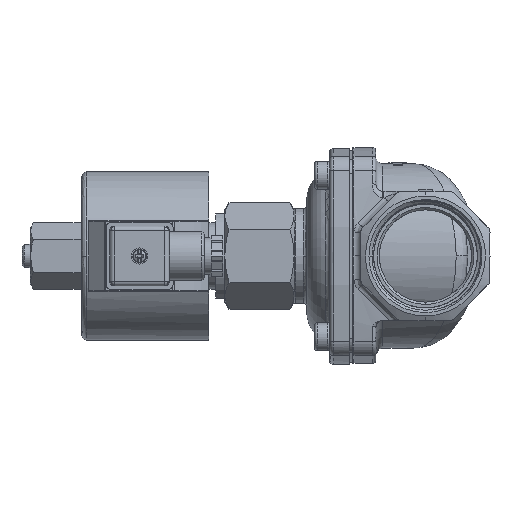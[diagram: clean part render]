
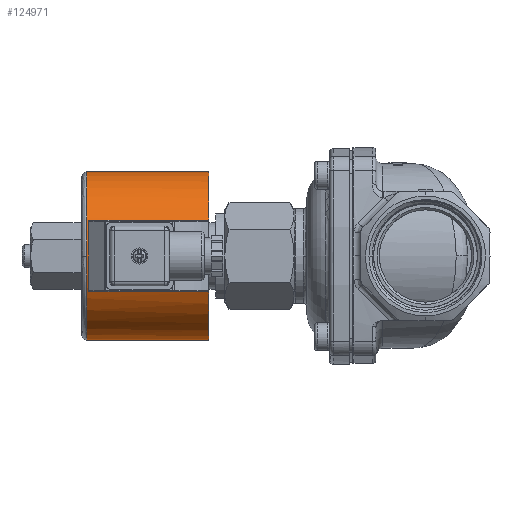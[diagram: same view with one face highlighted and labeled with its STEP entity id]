
A CAD part, left-side view. The second image highlights one B-rep face of the part: STEP entity #124971.
In plain terms, the highlighted cylindrical face has radius 36.5 mm (diameter 73 mm), a partial arc.
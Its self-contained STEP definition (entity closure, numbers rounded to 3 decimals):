
#826 = VERTEX_POINT ( 'NONE', #10494 ) ;
#3609 = CIRCLE ( 'NONE', #36418, 36.5 ) ;
#4392 = EDGE_CURVE ( 'NONE', #7492, #25899, #95765, .T. ) ;
#4493 = CARTESIAN_POINT ( 'NONE',  ( 0., 88.5, 36.5 ) ) ;
#5898 = CARTESIAN_POINT ( 'NONE',  ( -33.011, 140.5, 15.573 ) ) ;
#6423 = DIRECTION ( 'NONE',  ( 0., 0., 1. ) ) ;
#6579 = DIRECTION ( 'NONE',  ( 0., 1., 0. ) ) ;
#6855 = CARTESIAN_POINT ( 'NONE',  ( 0., 140.5, 0. ) ) ;
#7492 = VERTEX_POINT ( 'NONE', #54324 ) ;
#10494 = CARTESIAN_POINT ( 'NONE',  ( -33.011, 140.5, -15.573 ) ) ;
#11689 = VERTEX_POINT ( 'NONE', #40189 ) ;
#13141 = LINE ( 'NONE', #87684, #87344 ) ;
#13712 = DIRECTION ( 'NONE',  ( 0., 0., 1. ) ) ;
#16465 = EDGE_CURVE ( 'NONE', #91914, #27008, #13141, .T. ) ;
#16594 = CARTESIAN_POINT ( 'NONE',  ( -33.011, 88.5, -15.573 ) ) ;
#20921 = DIRECTION ( 'NONE',  ( 0., 1., 0. ) ) ;
#21063 = CARTESIAN_POINT ( 'NONE',  ( 0., 87.44, -36.5 ) ) ;
#22706 = CARTESIAN_POINT ( 'NONE',  ( 0., 87.44, 0. ) ) ;
#25899 = VERTEX_POINT ( 'NONE', #109896 ) ;
#25937 = AXIS2_PLACEMENT_3D ( 'NONE', #74812, #74787, #74699 ) ;
#26168 = CIRCLE ( 'NONE', #25937, 36.5 ) ;
#26178 = CARTESIAN_POINT ( 'NONE',  ( 0., 141.5, 0. ) ) ;
#27008 = VERTEX_POINT ( 'NONE', #68499 ) ;
#28991 = VECTOR ( 'NONE', #115944, 1000. ) ;
#29164 = EDGE_CURVE ( 'NONE', #32360, #71304, #79162, .T. ) ;
#29642 = EDGE_CURVE ( 'NONE', #71304, #41686, #64022, .T. ) ;
#32360 = VERTEX_POINT ( 'NONE', #124984 ) ;
#33612 = DIRECTION ( 'NONE',  ( 0., 1., 0. ) ) ;
#35987 = DIRECTION ( 'NONE',  ( 0., 0., 1. ) ) ;
#36418 = AXIS2_PLACEMENT_3D ( 'NONE', #55759, #55735, #55608 ) ;
#37541 = EDGE_CURVE ( 'NONE', #7492, #51165, #3609, .T. ) ;
#40189 = CARTESIAN_POINT ( 'NONE',  ( -36.5, 141.5, -0.18 ) ) ;
#40721 = EDGE_LOOP ( 'NONE', ( #74432, #68263, #122361, #97344, #117634, #119272, #56118, #57406, #96621, #79572 ) ) ;
#41626 = AXIS2_PLACEMENT_3D ( 'NONE', #41829, #41693, #41675 ) ;
#41675 = DIRECTION ( 'NONE',  ( 0., 0., 1. ) ) ;
#41686 = VERTEX_POINT ( 'NONE', #111149 ) ;
#41693 = DIRECTION ( 'NONE',  ( 0., 1., 0. ) ) ;
#41829 = CARTESIAN_POINT ( 'NONE',  ( 0., 140.5, 0. ) ) ;
#44253 = EDGE_CURVE ( 'NONE', #27008, #11689, #26168, .T. ) ;
#44873 = CIRCLE ( 'NONE', #91538, 36.5 ) ;
#49037 = EDGE_CURVE ( 'NONE', #826, #32360, #55506, .T. ) ;
#49587 = AXIS2_PLACEMENT_3D ( 'NONE', #22706, #71774, #13712 ) ;
#51165 = VERTEX_POINT ( 'NONE', #16594 ) ;
#54324 = CARTESIAN_POINT ( 'NONE',  ( 0., 88.5, -36.5 ) ) ;
#54639 = LINE ( 'NONE', #106221, #28991 ) ;
#55506 = CIRCLE ( 'NONE', #41626, 36.5 ) ;
#55608 = DIRECTION ( 'NONE',  ( 0., 0., 1. ) ) ;
#55735 = DIRECTION ( 'NONE',  ( 0., 1., 0. ) ) ;
#55759 = CARTESIAN_POINT ( 'NONE',  ( 0., 88.5, 0. ) ) ;
#56118 = ORIENTED_EDGE ( 'NONE', *, *, #122310, .T. ) ;
#57406 = ORIENTED_EDGE ( 'NONE', *, *, #16465, .T. ) ;
#61806 = DIRECTION ( 'NONE',  ( 0., 1., 0. ) ) ;
#63798 = CYLINDRICAL_SURFACE ( 'NONE', #49587, 36.5 ) ;
#64022 = LINE ( 'NONE', #110869, #115580 ) ;
#68263 = ORIENTED_EDGE ( 'NONE', *, *, #37541, .T. ) ;
#68499 = CARTESIAN_POINT ( 'NONE',  ( 0., 141.5, 36.5 ) ) ;
#71304 = VERTEX_POINT ( 'NONE', #5898 ) ;
#71774 = DIRECTION ( 'NONE',  ( 0., 1., 0. ) ) ;
#72092 = AXIS2_PLACEMENT_3D ( 'NONE', #91403, #33612, #101172 ) ;
#74432 = ORIENTED_EDGE ( 'NONE', *, *, #4392, .F. ) ;
#74699 = DIRECTION ( 'NONE',  ( 0., 0., 1. ) ) ;
#74787 = DIRECTION ( 'NONE',  ( 0., -1., 0. ) ) ;
#74812 = CARTESIAN_POINT ( 'NONE',  ( 0., 141.5, 0. ) ) ;
#79162 = CIRCLE ( 'NONE', #118814, 36.5 ) ;
#79572 = ORIENTED_EDGE ( 'NONE', *, *, #95128, .T. ) ;
#80811 = EDGE_CURVE ( 'NONE', #51165, #826, #54639, .T. ) ;
#86412 = FACE_OUTER_BOUND ( 'NONE', #40721, .T. ) ;
#87344 = VECTOR ( 'NONE', #61806, 1000. ) ;
#87684 = CARTESIAN_POINT ( 'NONE',  ( 0., 87.44, 36.5 ) ) ;
#91403 = CARTESIAN_POINT ( 'NONE',  ( 0., 88.5, 0. ) ) ;
#91538 = AXIS2_PLACEMENT_3D ( 'NONE', #26178, #93790, #35987 ) ;
#91914 = VERTEX_POINT ( 'NONE', #4493 ) ;
#93790 = DIRECTION ( 'NONE',  ( 0., -1., 0. ) ) ;
#95128 = EDGE_CURVE ( 'NONE', #11689, #25899, #44873, .T. ) ;
#95765 = LINE ( 'NONE', #21063, #112511 ) ;
#96621 = ORIENTED_EDGE ( 'NONE', *, *, #44253, .T. ) ;
#97344 = ORIENTED_EDGE ( 'NONE', *, *, #49037, .T. ) ;
#101172 = DIRECTION ( 'NONE',  ( 0., 0., 1. ) ) ;
#106221 = CARTESIAN_POINT ( 'NONE',  ( -33.011, 87.44, -15.573 ) ) ;
#109896 = CARTESIAN_POINT ( 'NONE',  ( 0., 141.5, -36.5 ) ) ;
#110729 = DIRECTION ( 'NONE',  ( 0., -1., 0. ) ) ;
#110869 = CARTESIAN_POINT ( 'NONE',  ( -33.011, 87.44, 15.573 ) ) ;
#111149 = CARTESIAN_POINT ( 'NONE',  ( -33.011, 88.5, 15.573 ) ) ;
#112511 = VECTOR ( 'NONE', #20921, 1000. ) ;
#115314 = CIRCLE ( 'NONE', #72092, 36.5 ) ;
#115580 = VECTOR ( 'NONE', #110729, 1000. ) ;
#115944 = DIRECTION ( 'NONE',  ( 0., 1., 0. ) ) ;
#117634 = ORIENTED_EDGE ( 'NONE', *, *, #29164, .T. ) ;
#118814 = AXIS2_PLACEMENT_3D ( 'NONE', #6855, #6579, #6423 ) ;
#119272 = ORIENTED_EDGE ( 'NONE', *, *, #29642, .T. ) ;
#122310 = EDGE_CURVE ( 'NONE', #41686, #91914, #115314, .T. ) ;
#122361 = ORIENTED_EDGE ( 'NONE', *, *, #80811, .T. ) ;
#124971 = ADVANCED_FACE ( 'NONE', ( #86412 ), #63798, .T. ) ;
#124984 = CARTESIAN_POINT ( 'NONE',  ( -36.5, 140.5, 0. ) ) ;
